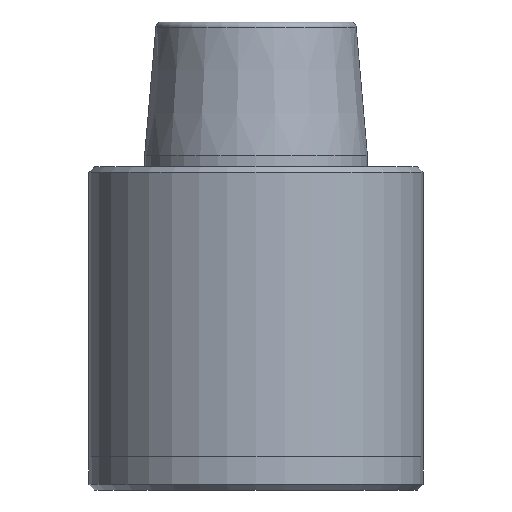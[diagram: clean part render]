
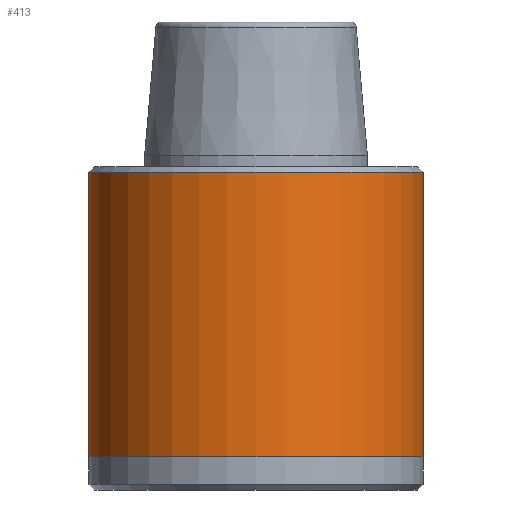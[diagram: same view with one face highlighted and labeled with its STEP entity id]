
A CAD part, front view. The second image highlights one B-rep face of the part: STEP entity #413.
In plain terms, the highlighted cylindrical face has radius 15 mm (diameter 30 mm), a partial arc.
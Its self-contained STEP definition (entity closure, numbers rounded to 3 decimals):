
#55 = ORIENTED_EDGE ( 'NONE', *, *, #424, .T. ) ;
#73 = LINE ( 'NONE', #890, #106 ) ;
#106 = VECTOR ( 'NONE', #673, 1000. ) ;
#121 = DIRECTION ( 'NONE',  ( 0., 0., -1. ) ) ;
#182 = CIRCLE ( 'NONE', #616, 15. ) ;
#228 = CARTESIAN_POINT ( 'NONE',  ( 0., 0., -30. ) ) ;
#231 = ORIENTED_EDGE ( 'NONE', *, *, #703, .F. ) ;
#287 = VERTEX_POINT ( 'NONE', #354 ) ;
#328 = CARTESIAN_POINT ( 'NONE',  ( 0., 0., -27. ) ) ;
#330 = DIRECTION ( 'NONE',  ( -1., 0., 0. ) ) ;
#332 = ORIENTED_EDGE ( 'NONE', *, *, #793, .T. ) ;
#354 = CARTESIAN_POINT ( 'NONE',  ( 15., 0., -1.5 ) ) ;
#367 = AXIS2_PLACEMENT_3D ( 'NONE', #228, #1339, #666 ) ;
#410 = DIRECTION ( 'NONE',  ( 0., 0., 1. ) ) ;
#413 = ADVANCED_FACE ( 'NONE', ( #750 ), #448, .T. ) ;
#424 = EDGE_CURVE ( 'NONE', #287, #1026, #182, .T. ) ;
#443 = DIRECTION ( 'NONE',  ( 1., 0., 0. ) ) ;
#448 = CYLINDRICAL_SURFACE ( 'NONE', #367, 15. ) ;
#466 = CARTESIAN_POINT ( 'NONE',  ( -15., 0., -27. ) ) ;
#496 = EDGE_CURVE ( 'NONE', #855, #287, #732, .T. ) ;
#570 = CARTESIAN_POINT ( 'NONE',  ( 15., 0., -27. ) ) ;
#616 = AXIS2_PLACEMENT_3D ( 'NONE', #1004, #121, #330 ) ;
#666 = DIRECTION ( 'NONE',  ( 1., 0., 0. ) ) ;
#673 = DIRECTION ( 'NONE',  ( 0., 0., 1. ) ) ;
#694 = AXIS2_PLACEMENT_3D ( 'NONE', #328, #1117, #443 ) ;
#703 = EDGE_CURVE ( 'NONE', #930, #1026, #73, .T. ) ;
#716 = CARTESIAN_POINT ( 'NONE',  ( -15., 0., -1.5 ) ) ;
#732 = LINE ( 'NONE', #1295, #1315 ) ;
#750 = FACE_OUTER_BOUND ( 'NONE', #1432, .T. ) ;
#793 = EDGE_CURVE ( 'NONE', #930, #855, #1258, .T. ) ;
#855 = VERTEX_POINT ( 'NONE', #570 ) ;
#890 = CARTESIAN_POINT ( 'NONE',  ( -15., 0., -30. ) ) ;
#930 = VERTEX_POINT ( 'NONE', #466 ) ;
#1004 = CARTESIAN_POINT ( 'NONE',  ( 0., 0., -1.5 ) ) ;
#1026 = VERTEX_POINT ( 'NONE', #716 ) ;
#1117 = DIRECTION ( 'NONE',  ( 0., 0., 1. ) ) ;
#1209 = ORIENTED_EDGE ( 'NONE', *, *, #496, .T. ) ;
#1258 = CIRCLE ( 'NONE', #694, 15. ) ;
#1295 = CARTESIAN_POINT ( 'NONE',  ( 15., 0., -30. ) ) ;
#1315 = VECTOR ( 'NONE', #410, 1000. ) ;
#1339 = DIRECTION ( 'NONE',  ( 0., 0., 1. ) ) ;
#1432 = EDGE_LOOP ( 'NONE', ( #231, #332, #1209, #55 ) ) ;
